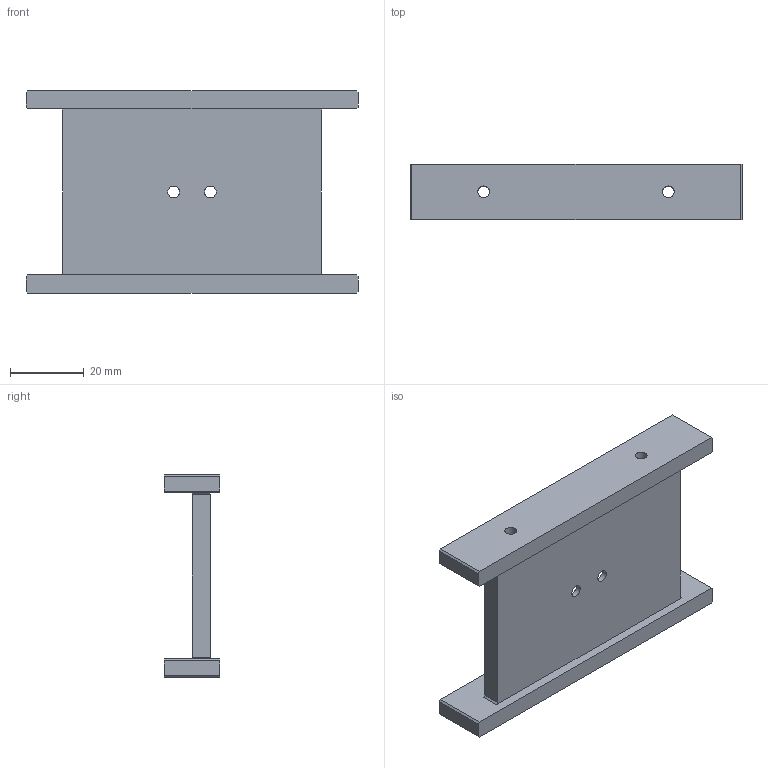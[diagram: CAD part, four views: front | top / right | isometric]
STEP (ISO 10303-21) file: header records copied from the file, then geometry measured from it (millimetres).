
FILE_DESCRIPTION(('Open CASCADE Model'),'2;1');
FILE_NAME('Open CASCADE Shape Model','2025-11-26T00:32:16',('Author'),( 'Open CASCADE'),'Open CASCADE STEP processor 7.8','Open CASCADE 7.8' ,'Unknown');
FILE_SCHEMA(('AUTOMOTIVE_DESIGN { 1 0 10303 214 1 1 1 1 }'));
Length unit declared in the file: millimetre
Products named in the file (1): Open CASCADE STEP translator 7.8 1
Bounding box: 90 x 15 x 55 mm (x, y, z)
Volume: 21912.3 mm3; surface area: 14340.4 mm2
Topology: 1 solids, 1 shells, 46 faces, 142 edges, 96 vertices
Faces by surface type: plane 40, cylinder 6
Full cylindrical faces by diameter (mm): 3.2 x6
Entity records: 3467 total; most frequent: CARTESIAN_POINT 619, DIRECTION 521, LINE 386, VECTOR 386, ORIENTED_EDGE 284, PCURVE 284, DEFINITIONAL_REPRESENTATION 284, EDGE_CURVE 142
